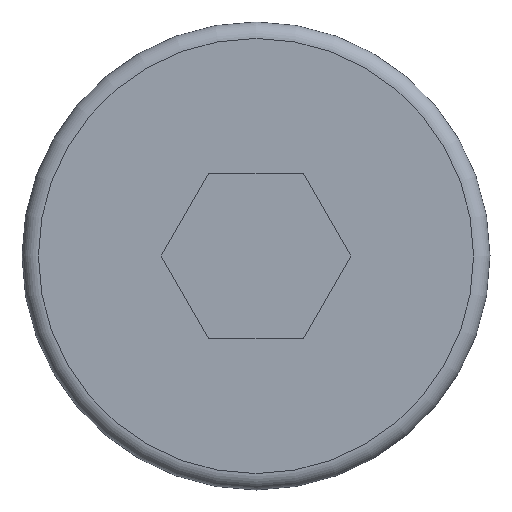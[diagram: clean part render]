
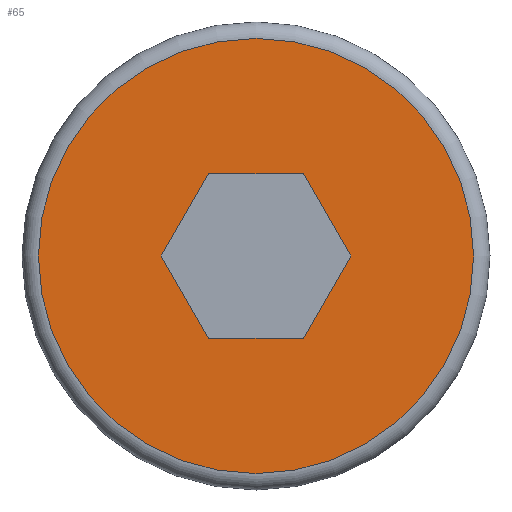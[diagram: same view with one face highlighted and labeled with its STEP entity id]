
A CAD part, left-side view. The second image highlights one B-rep face of the part: STEP entity #65.
In plain terms, the highlighted planar face has unit normal (-1, 0, 0).
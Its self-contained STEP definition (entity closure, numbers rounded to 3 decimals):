
#65 = ADVANCED_FACE( '', ( #139, #140 ), #141, .F. );
#139 = FACE_OUTER_BOUND( '', #222, .T. );
#140 = FACE_BOUND( '', #223, .T. );
#141 = PLANE( '', #224 );
#222 = EDGE_LOOP( '', ( #333 ) );
#223 = EDGE_LOOP( '', ( #334, #335, #336, #337, #338, #339 ) );
#224 = AXIS2_PLACEMENT_3D( '', #340, #341, #342 );
#333 = ORIENTED_EDGE( '', *, *, #443, .F. );
#334 = ORIENTED_EDGE( '', *, *, #416, .F. );
#335 = ORIENTED_EDGE( '', *, *, #444, .F. );
#336 = ORIENTED_EDGE( '', *, *, #445, .F. );
#337 = ORIENTED_EDGE( '', *, *, #424, .F. );
#338 = ORIENTED_EDGE( '', *, *, #429, .F. );
#339 = ORIENTED_EDGE( '', *, *, #446, .F. );
#340 = CARTESIAN_POINT( '', ( 0., 0., 0. ) );
#341 = DIRECTION( '', ( 1., 0., 0. ) );
#342 = DIRECTION( '', ( 0., 0., -1. ) );
#416 = EDGE_CURVE( '', #472, #473, #474, .T. );
#424 = EDGE_CURVE( '', #486, #487, #488, .T. );
#429 = EDGE_CURVE( '', #495, #486, #496, .T. );
#443 = EDGE_CURVE( '', #515, #515, #516, .T. );
#444 = EDGE_CURVE( '', #517, #472, #518, .T. );
#445 = EDGE_CURVE( '', #487, #517, #519, .T. );
#446 = EDGE_CURVE( '', #473, #495, #520, .T. );
#472 = VERTEX_POINT( '', #549 );
#473 = VERTEX_POINT( '', #550 );
#474 = LINE( '', #551, #552 );
#486 = VERTEX_POINT( '', #567 );
#487 = VERTEX_POINT( '', #568 );
#488 = LINE( '', #569, #570 );
#495 = VERTEX_POINT( '', #580 );
#496 = LINE( '', #581, #582 );
#515 = VERTEX_POINT( '', #606 );
#516 = CIRCLE( '', #607, 13.25 );
#517 = VERTEX_POINT( '', #608 );
#518 = LINE( '', #609, #610 );
#519 = LINE( '', #611, #612 );
#520 = LINE( '', #613, #614 );
#549 = CARTESIAN_POINT( '', ( 0., -2.887, 5. ) );
#550 = CARTESIAN_POINT( '', ( 0., 2.887, 5. ) );
#551 = CARTESIAN_POINT( '', ( 0., 0., 5. ) );
#552 = VECTOR( '', #645, 1000. );
#567 = CARTESIAN_POINT( '', ( 0., 2.887, -5. ) );
#568 = CARTESIAN_POINT( '', ( 0., -2.887, -5. ) );
#569 = CARTESIAN_POINT( '', ( 0., 0., -5. ) );
#570 = VECTOR( '', #655, 1000. );
#580 = CARTESIAN_POINT( '', ( 0., 5.774, 0. ) );
#581 = CARTESIAN_POINT( '', ( 0., 4.33, -2.5 ) );
#582 = VECTOR( '', #659, 1000. );
#606 = CARTESIAN_POINT( '', ( 0., 0., -13.25 ) );
#607 = AXIS2_PLACEMENT_3D( '', #674, #675, #676 );
#608 = CARTESIAN_POINT( '', ( 0., -5.774, 0. ) );
#609 = CARTESIAN_POINT( '', ( 0., -4.33, 2.5 ) );
#610 = VECTOR( '', #677, 1000. );
#611 = CARTESIAN_POINT( '', ( 0., -4.33, -2.5 ) );
#612 = VECTOR( '', #678, 1000. );
#613 = CARTESIAN_POINT( '', ( 0., 4.33, 2.5 ) );
#614 = VECTOR( '', #679, 1000. );
#645 = DIRECTION( '', ( 0., 1., 0. ) );
#655 = DIRECTION( '', ( 0., -1., 0. ) );
#659 = DIRECTION( '', ( 0., -0.5, -0.866 ) );
#674 = CARTESIAN_POINT( '', ( 0., 0., 0. ) );
#675 = DIRECTION( '', ( 1., 0., 0. ) );
#676 = DIRECTION( '', ( 0., 0., -1. ) );
#677 = DIRECTION( '', ( 0., 0.5, 0.866 ) );
#678 = DIRECTION( '', ( 0., -0.5, 0.866 ) );
#679 = DIRECTION( '', ( 0., 0.5, -0.866 ) );
